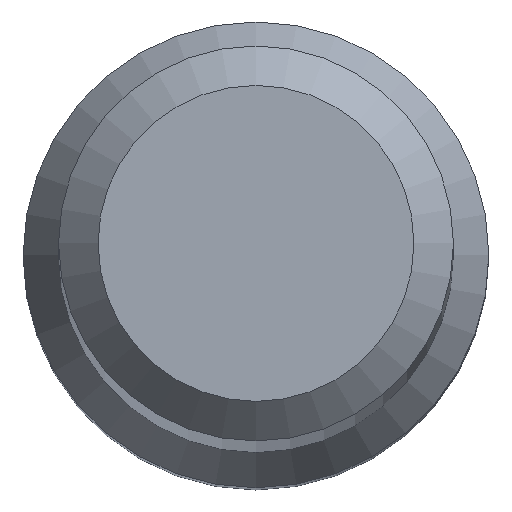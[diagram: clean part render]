
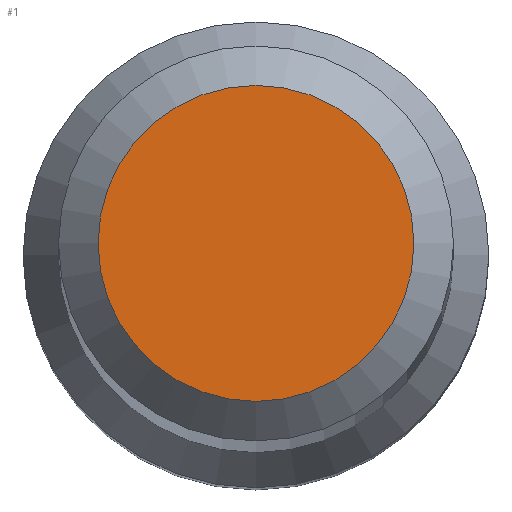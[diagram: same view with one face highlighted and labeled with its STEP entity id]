
A CAD part, top view. The second image highlights one B-rep face of the part: STEP entity #1.
In plain terms, the highlighted planar face has unit normal (0, 0, 1).
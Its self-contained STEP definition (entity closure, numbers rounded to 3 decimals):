
#1 = ADVANCED_FACE ( 'NONE', ( #90 ), #27, .T. ) ;
#16 = EDGE_LOOP ( 'NONE', ( #67 ) ) ;
#27 = PLANE ( 'NONE',  #189 ) ;
#28 = DIRECTION ( 'NONE',  ( 0., 1., 0. ) ) ;
#31 = CARTESIAN_POINT ( 'NONE',  ( 0., 0., 80. ) ) ;
#48 = CARTESIAN_POINT ( 'NONE',  ( 0., 1.6, 80. ) ) ;
#67 = ORIENTED_EDGE ( 'NONE', *, *, #243, .F. ) ;
#84 = CIRCLE ( 'NONE', #111, 1.6 ) ;
#90 = FACE_OUTER_BOUND ( 'NONE', #16, .T. ) ;
#108 = DIRECTION ( 'NONE',  ( 0., -1., 0. ) ) ;
#111 = AXIS2_PLACEMENT_3D ( 'NONE', #125, #201, #28 ) ;
#125 = CARTESIAN_POINT ( 'NONE',  ( 0., 0., 80. ) ) ;
#169 = DIRECTION ( 'NONE',  ( 0., 0., 1. ) ) ;
#189 = AXIS2_PLACEMENT_3D ( 'NONE', #31, #169, #108 ) ;
#201 = DIRECTION ( 'NONE',  ( 0., 0., -1. ) ) ;
#236 = VERTEX_POINT ( 'NONE', #48 ) ;
#243 = EDGE_CURVE ( 'NONE', #236, #236, #84, .T. ) ;
